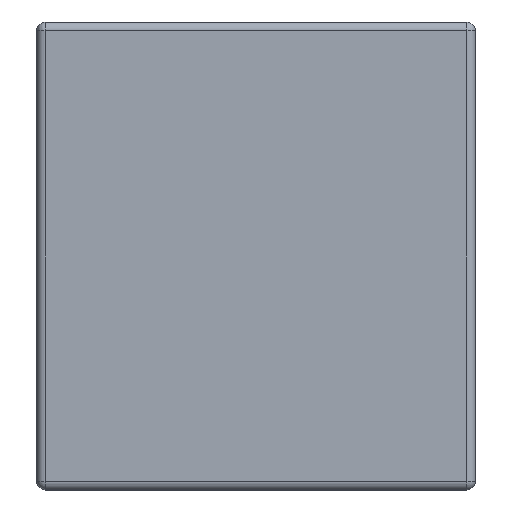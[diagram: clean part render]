
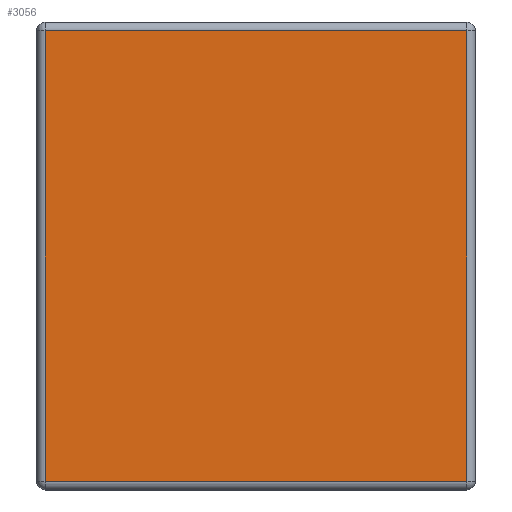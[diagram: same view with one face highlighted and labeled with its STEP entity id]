
A CAD part, left-side view. The second image highlights one B-rep face of the part: STEP entity #3056.
In plain terms, the highlighted planar face has unit normal (-1, 0, 0).
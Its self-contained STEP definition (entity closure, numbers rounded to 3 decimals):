
#26 = CARTESIAN_POINT ( 'NONE',  ( -1.6, 1.47, -0.77 ) ) ;
#64 = EDGE_LOOP ( 'NONE', ( #1149, #705, #674, #3013 ) ) ;
#141 = CARTESIAN_POINT ( 'NONE',  ( -1.6, 1.5, 0.77 ) ) ;
#153 = FACE_OUTER_BOUND ( 'NONE', #64, .T. ) ;
#342 = CARTESIAN_POINT ( 'NONE',  ( -1.6, 0.03, 0.77 ) ) ;
#674 = ORIENTED_EDGE ( 'NONE', *, *, #2383, .T. ) ;
#705 = ORIENTED_EDGE ( 'NONE', *, *, #2123, .T. ) ;
#746 = VECTOR ( 'NONE', #3014, 1000. ) ;
#901 = CARTESIAN_POINT ( 'NONE',  ( -1.6, 1.47, 0.77 ) ) ;
#1068 = CARTESIAN_POINT ( 'NONE',  ( -1.6, 1.5, -0.77 ) ) ;
#1077 = CARTESIAN_POINT ( 'NONE',  ( -1.6, 0.03, -0.8 ) ) ;
#1131 = LINE ( 'NONE', #1147, #2316 ) ;
#1147 = CARTESIAN_POINT ( 'NONE',  ( -1.6, 1.47, -0.8 ) ) ;
#1149 = ORIENTED_EDGE ( 'NONE', *, *, #2950, .T. ) ;
#1355 = CARTESIAN_POINT ( 'NONE',  ( -1.6, 1.5, -0.8 ) ) ;
#1586 = DIRECTION ( 'NONE',  ( 1., 0., 0. ) ) ;
#1704 = LINE ( 'NONE', #1077, #746 ) ;
#1705 = VECTOR ( 'NONE', #2311, 1000. ) ;
#1812 = LINE ( 'NONE', #1068, #2121 ) ;
#1836 = DIRECTION ( 'NONE',  ( 0., 0., -1. ) ) ;
#1898 = DIRECTION ( 'NONE',  ( 0., 0., -1. ) ) ;
#2074 = VERTEX_POINT ( 'NONE', #901 ) ;
#2121 = VECTOR ( 'NONE', #2541, 1000. ) ;
#2123 = EDGE_CURVE ( 'NONE', #2074, #2774, #1131, .T. ) ;
#2311 = DIRECTION ( 'NONE',  ( 0., 1., 0. ) ) ;
#2316 = VECTOR ( 'NONE', #1898, 1000. ) ;
#2329 = CARTESIAN_POINT ( 'NONE',  ( -1.6, 0.03, -0.77 ) ) ;
#2362 = EDGE_CURVE ( 'NONE', #2546, #2373, #1704, .T. ) ;
#2373 = VERTEX_POINT ( 'NONE', #342 ) ;
#2383 = EDGE_CURVE ( 'NONE', #2774, #2546, #1812, .T. ) ;
#2505 = AXIS2_PLACEMENT_3D ( 'NONE', #1355, #1586, #1836 ) ;
#2526 = PLANE ( 'NONE',  #2505 ) ;
#2541 = DIRECTION ( 'NONE',  ( 0., -1., 0. ) ) ;
#2546 = VERTEX_POINT ( 'NONE', #2329 ) ;
#2774 = VERTEX_POINT ( 'NONE', #26 ) ;
#2950 = EDGE_CURVE ( 'NONE', #2373, #2074, #3098, .T. ) ;
#3013 = ORIENTED_EDGE ( 'NONE', *, *, #2362, .T. ) ;
#3014 = DIRECTION ( 'NONE',  ( 0., 0., 1. ) ) ;
#3056 = ADVANCED_FACE ( 'NONE', ( #153 ), #2526, .F. ) ;
#3098 = LINE ( 'NONE', #141, #1705 ) ;
